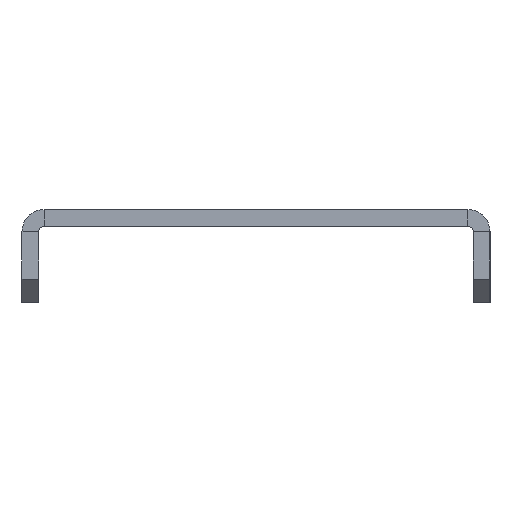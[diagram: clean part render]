
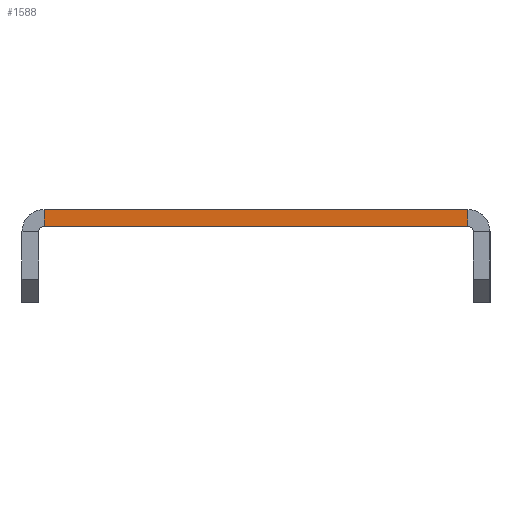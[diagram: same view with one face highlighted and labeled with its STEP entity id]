
A CAD part, left-side view. The second image highlights one B-rep face of the part: STEP entity #1588.
In plain terms, the highlighted planar face has unit normal (-1, 0, 0).
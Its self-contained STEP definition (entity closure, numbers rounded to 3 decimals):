
#6 = CARTESIAN_POINT ( 'NONE',  ( 0., 3.023, -2.286 ) ) ;
#72 = VECTOR ( 'NONE', #456, 1000. ) ;
#214 = DIRECTION ( 'NONE',  ( -1., 0., 0. ) ) ;
#300 = CARTESIAN_POINT ( 'NONE',  ( 0., 60.977, 0. ) ) ;
#417 = EDGE_CURVE ( 'NONE', #609, #2335, #2572, .T. ) ;
#456 = DIRECTION ( 'NONE',  ( 0., 0., 1. ) ) ;
#557 = ORIENTED_EDGE ( 'NONE', *, *, #2609, .T. ) ;
#609 = VERTEX_POINT ( 'NONE', #1276 ) ;
#640 = CARTESIAN_POINT ( 'NONE',  ( 0., 0., 0. ) ) ;
#719 = VECTOR ( 'NONE', #2181, 1000. ) ;
#774 = EDGE_CURVE ( 'NONE', #1234, #2335, #1781, .T. ) ;
#828 = CARTESIAN_POINT ( 'NONE',  ( 0., 61.714, -3.023 ) ) ;
#933 = CARTESIAN_POINT ( 'NONE',  ( 0., 60.977, -2.286 ) ) ;
#1043 = VECTOR ( 'NONE', #1542, 1000. ) ;
#1088 = ORIENTED_EDGE ( 'NONE', *, *, #774, .F. ) ;
#1098 = EDGE_CURVE ( 'NONE', #1229, #609, #2423, .T. ) ;
#1103 = CARTESIAN_POINT ( 'NONE',  ( 0., 60.977, 0. ) ) ;
#1216 = VECTOR ( 'NONE', #2664, 1000. ) ;
#1229 = VERTEX_POINT ( 'NONE', #933 ) ;
#1234 = VERTEX_POINT ( 'NONE', #300 ) ;
#1276 = CARTESIAN_POINT ( 'NONE',  ( 0., 3.023, -2.286 ) ) ;
#1542 = DIRECTION ( 'NONE',  ( 0., -1., 0. ) ) ;
#1545 = AXIS2_PLACEMENT_3D ( 'NONE', #828, #214, #1711 ) ;
#1588 = ADVANCED_FACE ( 'NONE', ( #1814 ), #2564, .T. ) ;
#1711 = DIRECTION ( 'NONE',  ( 0., 0., 1. ) ) ;
#1781 = LINE ( 'NONE', #640, #1043 ) ;
#1814 = FACE_OUTER_BOUND ( 'NONE', #1993, .T. ) ;
#1940 = LINE ( 'NONE', #1103, #719 ) ;
#1993 = EDGE_LOOP ( 'NONE', ( #1088, #557, #2381, #2363 ) ) ;
#2181 = DIRECTION ( 'NONE',  ( 0., 0., -1. ) ) ;
#2335 = VERTEX_POINT ( 'NONE', #2398 ) ;
#2363 = ORIENTED_EDGE ( 'NONE', *, *, #417, .T. ) ;
#2381 = ORIENTED_EDGE ( 'NONE', *, *, #1098, .T. ) ;
#2398 = CARTESIAN_POINT ( 'NONE',  ( 0., 3.023, 0. ) ) ;
#2423 = LINE ( 'NONE', #2652, #1216 ) ;
#2564 = PLANE ( 'NONE',  #1545 ) ;
#2572 = LINE ( 'NONE', #6, #72 ) ;
#2609 = EDGE_CURVE ( 'NONE', #1234, #1229, #1940, .T. ) ;
#2652 = CARTESIAN_POINT ( 'NONE',  ( 0., 0., -2.286 ) ) ;
#2664 = DIRECTION ( 'NONE',  ( 0., -1., 0. ) ) ;
